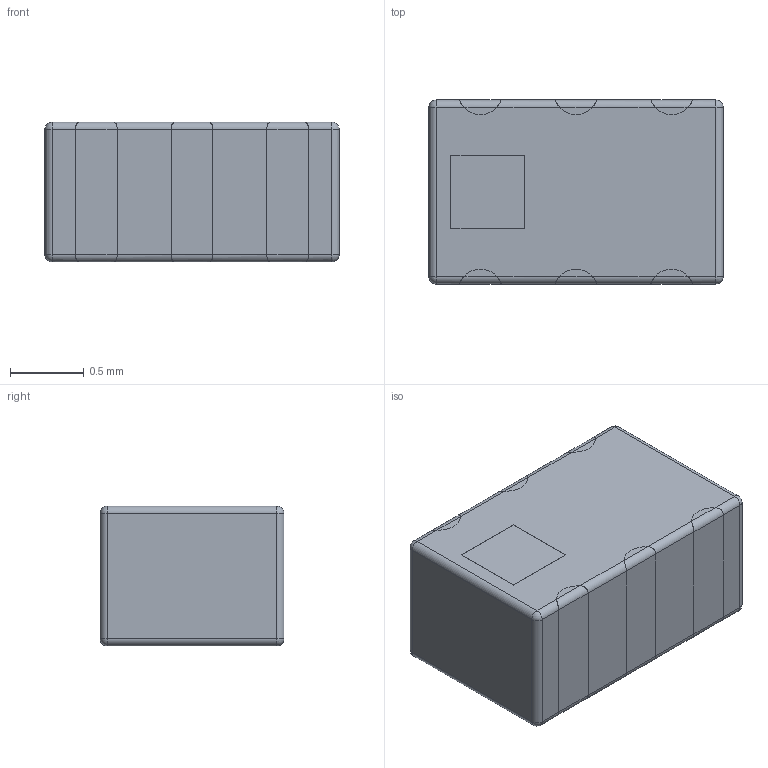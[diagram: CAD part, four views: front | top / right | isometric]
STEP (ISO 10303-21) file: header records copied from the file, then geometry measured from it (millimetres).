
FILE_DESCRIPTION(/* description */ (''),/* implementation_level */ '2;1');
FILE_NAME(/* name */ 'HHM1595A1.step',/* time_stamp */ '2015-08-01T16:37:38+02:00',/* author */ ('emifre'),/* organization */ (''),/* preprocessor_version */ 'ST-DEVELOPER v16.1',/* originating_system */ 'Autodesk Inventor 2016',/* authorisation */ '');
FILE_SCHEMA (('AUTOMOTIVE_DESIGN { 1 0 10303 214 3 1 1 }'));
Length unit declared in the file: millimetre
Products named in the file (3): body; leg; Assembly1
Assembly tree (7 placements, depth 2):
  Assembly1
    body
    leg  x6
Bounding box: 2 x 1.25 x 0.95 mm (x, y, z)
Volume: 2.4 mm3; surface area: 15 mm2
Topology: 7 solids, 7 shells, 91 faces, 204 edges, 128 vertices
Faces by surface type: cylinder 48, plane 35, sphere 8
Entity records: 2040 total; most frequent: CARTESIAN_POINT 555, DIRECTION 296, ORIENTED_EDGE 288, EDGE_CURVE 144, AXIS2_PLACEMENT_3D 109, VERTEX_POINT 88, LINE 78, VECTOR 78
